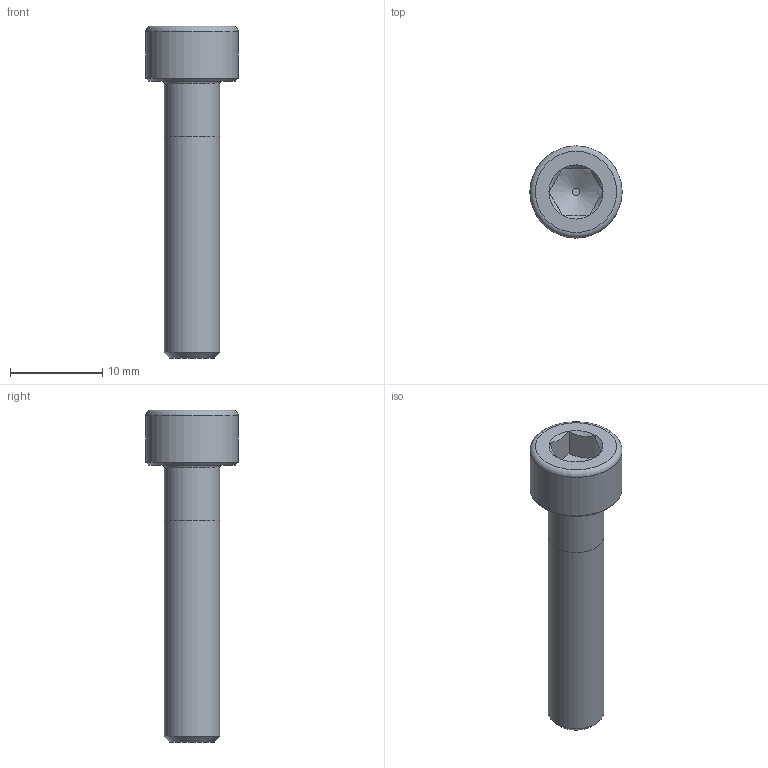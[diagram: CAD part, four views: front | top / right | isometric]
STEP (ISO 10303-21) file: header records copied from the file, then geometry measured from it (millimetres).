
FILE_DESCRIPTION(('FreeCAD Model'),'2;1');
FILE_NAME('Open CASCADE Shape Model','2025-10-29T22:26:59',('Author'),( ''),'Open CASCADE STEP processor 7.8','FreeCAD','Unknown');
FILE_SCHEMA(('AUTOMOTIVE_DESIGN { 1 0 10303 214 1 1 1 1 }'));
Length unit declared in the file: millimetre
Products named in the file (1): M6x30-Screw
Bounding box: 10 x 10 x 36 mm (x, y, z)
Volume: 1230.8 mm3; surface area: 943.7 mm2
Topology: 1 solids, 1 shells, 19 faces, 38 edges, 23 vertices
Faces by surface type: plane 10, cone 4, cylinder 3, torus 2
Full cylindrical faces by diameter (mm): 6 x2, 10 x1
Entity records: 523 total; most frequent: DIRECTION 103, CARTESIAN_POINT 81, ORIENTED_EDGE 76, AXIS2_PLACEMENT_3D 45, EDGE_CURVE 38, VERTEX_POINT 23, FACE_BOUND 21, EDGE_LOOP 21
